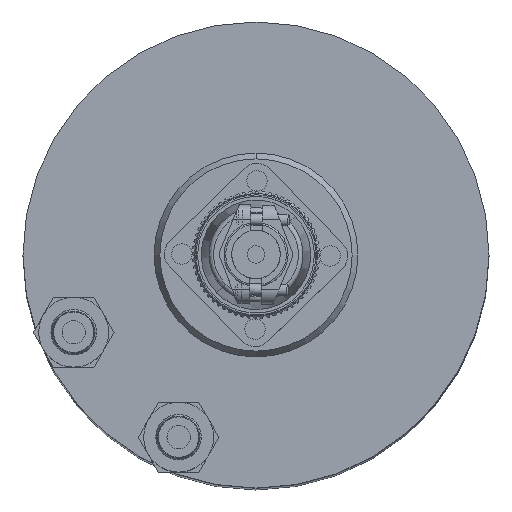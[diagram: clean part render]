
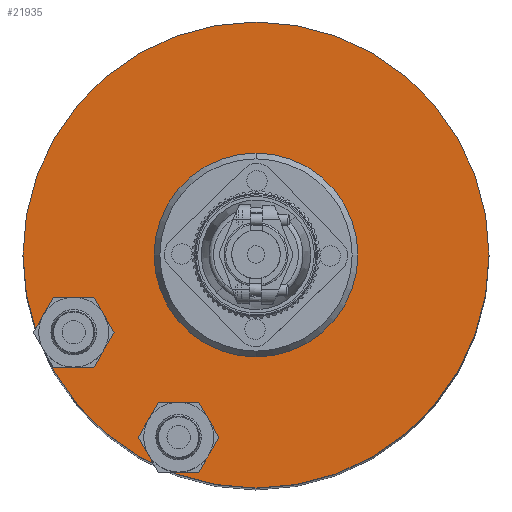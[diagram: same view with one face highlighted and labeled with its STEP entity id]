
A CAD part, top view. The second image highlights one B-rep face of the part: STEP entity #21935.
In plain terms, the highlighted face is planar.
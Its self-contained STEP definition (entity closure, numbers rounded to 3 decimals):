
#477 = DIRECTION ( 'NONE',  ( 0., 0., 1. ) ) ;
#526 = DIRECTION ( 'NONE',  ( -1., 0., 0. ) ) ;
#914 = DIRECTION ( 'NONE',  ( 0., 0., -1. ) ) ;
#1219 = ORIENTED_EDGE ( 'NONE', *, *, #18165, .F. ) ;
#1834 = ORIENTED_EDGE ( 'NONE', *, *, #36304, .F. ) ;
#1901 = DIRECTION ( 'NONE',  ( 1., 0., 0. ) ) ;
#1950 = VERTEX_POINT ( 'NONE', #26768 ) ;
#2780 = DIRECTION ( 'NONE',  ( 0., 1., 0. ) ) ;
#3030 = CARTESIAN_POINT ( 'NONE',  ( 1.5, -31.297, -9.26 ) ) ;
#3261 = DIRECTION ( 'NONE',  ( 1., 0., 0. ) ) ;
#3572 = DIRECTION ( 'NONE',  ( -1., 0., 0. ) ) ;
#4237 = CARTESIAN_POINT ( 'NONE',  ( 1.5, 17.5, 0. ) ) ;
#4247 = CARTESIAN_POINT ( 'NONE',  ( 1.5, 17.5, 0. ) ) ;
#4950 = CIRCLE ( 'NONE', #24253, 4.025 ) ;
#5469 = AXIS2_PLACEMENT_3D ( 'NONE', #4247, #9772, #29731 ) ;
#5528 = CARTESIAN_POINT ( 'NONE',  ( 1.5, 0., 0. ) ) ;
#6615 = VERTEX_POINT ( 'NONE', #3030 ) ;
#7817 = CARTESIAN_POINT ( 'NONE',  ( 1.5, -31.297, -13.285 ) ) ;
#9772 = DIRECTION ( 'NONE',  ( -1., 0., 0. ) ) ;
#9971 = EDGE_LOOP ( 'NONE', ( #16742, #12825 ) ) ;
#11032 = EDGE_CURVE ( 'NONE', #33245, #23333, #18592, .T. ) ;
#11156 = CARTESIAN_POINT ( 'NONE',  ( 1.5, 0., 0. ) ) ;
#11311 = EDGE_CURVE ( 'NONE', #23333, #33245, #31354, .T. ) ;
#11907 = DIRECTION ( 'NONE',  ( 0., 0., 1. ) ) ;
#12750 = EDGE_CURVE ( 'NONE', #12781, #31868, #22419, .T. ) ;
#12781 = VERTEX_POINT ( 'NONE', #30064 ) ;
#12825 = ORIENTED_EDGE ( 'NONE', *, *, #11311, .T. ) ;
#14662 = ORIENTED_EDGE ( 'NONE', *, *, #26372, .F. ) ;
#15705 = ORIENTED_EDGE ( 'NONE', *, *, #31152, .F. ) ;
#15851 = AXIS2_PLACEMENT_3D ( 'NONE', #17792, #26437, #914 ) ;
#16053 = EDGE_LOOP ( 'NONE', ( #15705, #18916 ) ) ;
#16149 = DIRECTION ( 'NONE',  ( -1., 0., 0. ) ) ;
#16431 = DIRECTION ( 'NONE',  ( 0., 0., 1. ) ) ;
#16742 = ORIENTED_EDGE ( 'NONE', *, *, #11032, .T. ) ;
#16846 = CARTESIAN_POINT ( 'NONE',  ( 1.5, 0., 40. ) ) ;
#17410 = CARTESIAN_POINT ( 'NONE',  ( 1.5, -31.297, -13.285 ) ) ;
#17417 = CIRCLE ( 'NONE', #34191, 4.025 ) ;
#17539 = CARTESIAN_POINT ( 'NONE',  ( 1.5, -31.297, -17.31 ) ) ;
#17609 = CARTESIAN_POINT ( 'NONE',  ( 1.5, -13.285, -31.297 ) ) ;
#17792 = CARTESIAN_POINT ( 'NONE',  ( 1.5, 0., 0. ) ) ;
#18156 = AXIS2_PLACEMENT_3D ( 'NONE', #11156, #3261, #2780 ) ;
#18165 = EDGE_CURVE ( 'NONE', #31868, #12781, #4950, .T. ) ;
#18473 = FACE_BOUND ( 'NONE', #30518, .T. ) ;
#18592 = CIRCLE ( 'NONE', #18156, 17.5 ) ;
#18803 = ORIENTED_EDGE ( 'NONE', *, *, #12750, .F. ) ;
#18835 = CIRCLE ( 'NONE', #22940, 40. ) ;
#18916 = ORIENTED_EDGE ( 'NONE', *, *, #30050, .F. ) ;
#19165 = DIRECTION ( 'NONE',  ( -1., 0., 0. ) ) ;
#19331 = FACE_BOUND ( 'NONE', #25472, .T. ) ;
#20530 = AXIS2_PLACEMENT_3D ( 'NONE', #30090, #1901, #33043 ) ;
#21512 = AXIS2_PLACEMENT_3D ( 'NONE', #29955, #16149, #32669 ) ;
#21935 = ADVANCED_FACE ( 'NONE', ( #18473, #19331, #29909, #25942 ), #35297, .T. ) ;
#22419 = CIRCLE ( 'NONE', #21512, 4.025 ) ;
#22940 = AXIS2_PLACEMENT_3D ( 'NONE', #5528, #25464, #28304 ) ;
#23308 = CARTESIAN_POINT ( 'NONE',  ( 1.5, -13.285, -35.322 ) ) ;
#23333 = VERTEX_POINT ( 'NONE', #28659 ) ;
#24253 = AXIS2_PLACEMENT_3D ( 'NONE', #17609, #3572, #477 ) ;
#25464 = DIRECTION ( 'NONE',  ( 1., 0., 0. ) ) ;
#25472 = EDGE_LOOP ( 'NONE', ( #1834, #14662 ) ) ;
#25519 = VERTEX_POINT ( 'NONE', #16846 ) ;
#25942 = FACE_OUTER_BOUND ( 'NONE', #16053, .T. ) ;
#26171 = CIRCLE ( 'NONE', #31802, 4.025 ) ;
#26372 = EDGE_CURVE ( 'NONE', #28428, #6615, #26171, .T. ) ;
#26437 = DIRECTION ( 'NONE',  ( 1., 0., 0. ) ) ;
#26768 = CARTESIAN_POINT ( 'NONE',  ( 1.5, 0., -40. ) ) ;
#26813 = CIRCLE ( 'NONE', #15851, 40. ) ;
#28304 = DIRECTION ( 'NONE',  ( 0., 0., -1. ) ) ;
#28428 = VERTEX_POINT ( 'NONE', #17539 ) ;
#28659 = CARTESIAN_POINT ( 'NONE',  ( 1.5, -17.5, 0. ) ) ;
#29731 = DIRECTION ( 'NONE',  ( 0., 0., 1. ) ) ;
#29909 = FACE_BOUND ( 'NONE', #9971, .T. ) ;
#29955 = CARTESIAN_POINT ( 'NONE',  ( 1.5, -13.285, -31.297 ) ) ;
#30050 = EDGE_CURVE ( 'NONE', #25519, #1950, #26813, .T. ) ;
#30064 = CARTESIAN_POINT ( 'NONE',  ( 1.5, -13.285, -27.272 ) ) ;
#30090 = CARTESIAN_POINT ( 'NONE',  ( 1.5, 0., 0. ) ) ;
#30518 = EDGE_LOOP ( 'NONE', ( #18803, #1219 ) ) ;
#31152 = EDGE_CURVE ( 'NONE', #1950, #25519, #18835, .T. ) ;
#31354 = CIRCLE ( 'NONE', #20530, 17.5 ) ;
#31802 = AXIS2_PLACEMENT_3D ( 'NONE', #17410, #526, #11907 ) ;
#31868 = VERTEX_POINT ( 'NONE', #23308 ) ;
#32669 = DIRECTION ( 'NONE',  ( 0., 0., 1. ) ) ;
#33043 = DIRECTION ( 'NONE',  ( 0., 1., 0. ) ) ;
#33245 = VERTEX_POINT ( 'NONE', #4237 ) ;
#34191 = AXIS2_PLACEMENT_3D ( 'NONE', #7817, #19165, #16431 ) ;
#35297 = PLANE ( 'NONE',  #5469 ) ;
#36304 = EDGE_CURVE ( 'NONE', #6615, #28428, #17417, .T. ) ;
